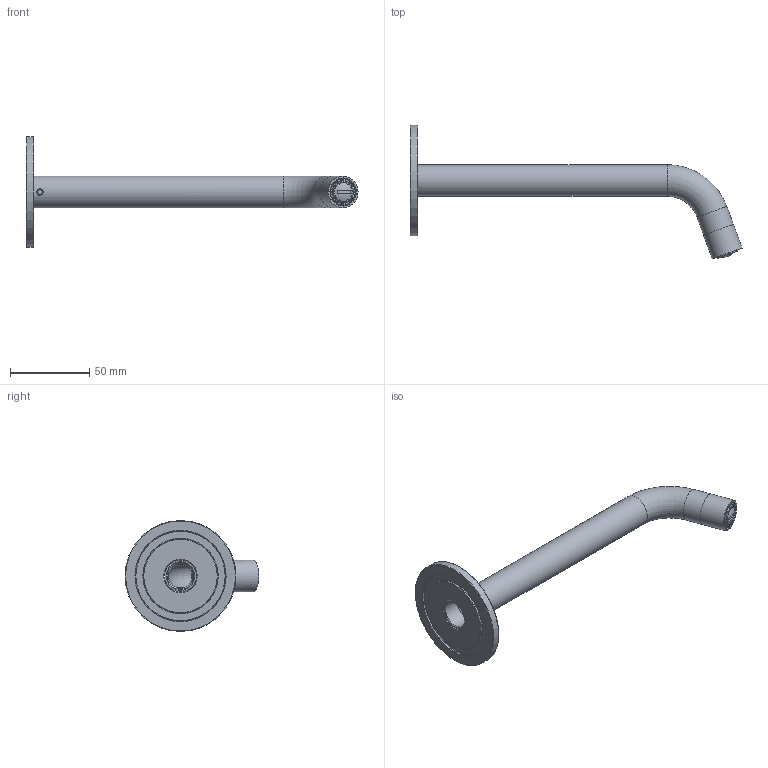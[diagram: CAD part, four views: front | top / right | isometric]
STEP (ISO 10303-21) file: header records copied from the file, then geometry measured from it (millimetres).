
FILE_DESCRIPTION(/* description */ ('Unknown'),/* implementation_level */ '2;1');
FILE_NAME(/* name */ 'AR096-20',/* time_stamp */ '2022-12-12T16:08:26+01:00',/* author */ ('Unknown'),/* organization */ ('Unknown'),/* preprocessor_version */ 'ST-DEVELOPER v16.7',/* originating_system */ 'DEX',/* authorisation */ $);
FILE_SCHEMA (('AUTOMOTIVE_DESIGN {1 0 10303 214 3 1 1}'));
Length unit declared in the file: millimetre
Products named in the file (7): AR096-20-00; AR095-02; CB003-002_oa_0; CB003-002-1; AR096-20-002; AR096-02; AR095-08
Assembly tree (6 placements, depth 3):
  AR096-20-00
    AR095-02
    CB003-002_oa_0
      CB003-002-1
    AR096-20-002
      AR096-02
      AR095-08
Bounding box: 209.7 x 84.47 x 70 mm (x, y, z)
Volume: 47680.3 mm3; surface area: 35419.1 mm2
Topology: 4 solids, 4 shells, 118 faces, 281 edges, 182 vertices
Faces by surface type: plane 55, torus 28, cylinder 27, cone 8
Full cylindrical faces by diameter (mm): 3.242 x1, 4 x1, 12.196 x1, 13.464 x1, 14.577 x1, 15 x2, 15.033 x1, 15.218 x1, 15.229 x1, 15.417 x2, 15.5 x2, 16.5 x2, 16.75 x1, 17 x1, 20 x3, 20.5 x2, 23.5 x1, 47 x1, 57 x1, 70 x1
Entity records: 3873 total; most frequent: CARTESIAN_POINT 605, DIRECTION 564, ORIENTED_EDGE 406, AXIS2_PLACEMENT_3D 246, EDGE_CURVE 203, EDGE_LOOP 190, FACE_BOUND 190, VERTEX_POINT 159
